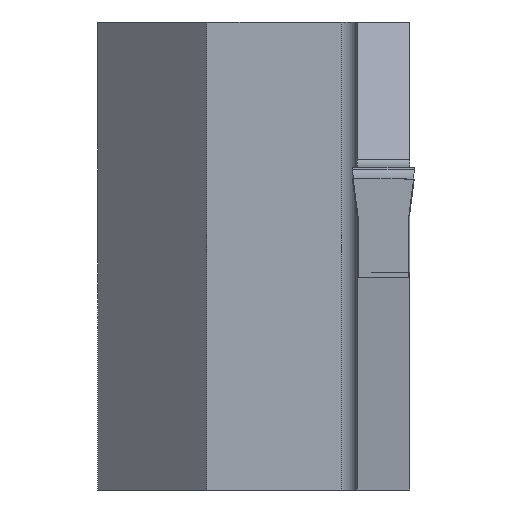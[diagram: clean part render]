
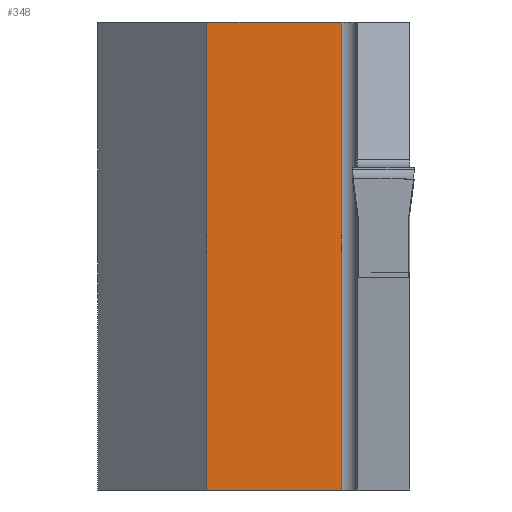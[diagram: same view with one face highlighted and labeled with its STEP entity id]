
A CAD part, left-side view. The second image highlights one B-rep face of the part: STEP entity #348.
In plain terms, the highlighted planar face has unit normal (-1, 0, 0).
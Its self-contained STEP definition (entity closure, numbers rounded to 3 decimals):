
#348=ADVANCED_FACE('',(#416),#387,.F.);
#387=PLANE('',#1062);
#416=FACE_OUTER_BOUND('',#455,.T.);
#455=EDGE_LOOP('',(#549,#550,#551,#552));
#549=ORIENTED_EDGE('',*,*,#817,.F.);
#550=ORIENTED_EDGE('',*,*,#810,.T.);
#551=ORIENTED_EDGE('',*,*,#818,.T.);
#552=ORIENTED_EDGE('',*,*,#815,.F.);
#735=VERTEX_POINT('',#1383);
#736=VERTEX_POINT('',#1385);
#737=VERTEX_POINT('',#1391);
#738=VERTEX_POINT('',#1393);
#810=EDGE_CURVE('',#736,#735,#910,.T.);
#815=EDGE_CURVE('',#737,#738,#915,.T.);
#817=EDGE_CURVE('',#736,#737,#916,.T.);
#818=EDGE_CURVE('',#735,#738,#917,.T.);
#910=LINE('',#1384,#994);
#915=LINE('',#1392,#999);
#916=LINE('',#1396,#1000);
#917=LINE('',#1397,#1001);
#994=VECTOR('',#1160,1.);
#999=VECTOR('',#1167,1.);
#1000=VECTOR('',#1172,1.);
#1001=VECTOR('',#1173,1.);
#1062=AXIS2_PLACEMENT_3D('',#1398,#1174,#1175);
#1160=DIRECTION('',(0.,-1.,0.));
#1167=DIRECTION('',(0.,-1.,0.));
#1172=DIRECTION('',(0.,0.,1.));
#1173=DIRECTION('',(0.,0.,1.));
#1174=DIRECTION('',(1.,0.,0.));
#1175=DIRECTION('',(0.,0.,-1.));
#1383=CARTESIAN_POINT('',(21.,4.35,-20.));
#1384=CARTESIAN_POINT('',(21.,20.,-20.));
#1385=CARTESIAN_POINT('',(21.,13.,-20.));
#1391=CARTESIAN_POINT('',(21.,13.,10.));
#1392=CARTESIAN_POINT('',(21.,20.,10.));
#1393=CARTESIAN_POINT('',(21.,4.35,10.));
#1396=CARTESIAN_POINT('',(21.,13.,0.));
#1397=CARTESIAN_POINT('',(21.,4.35,0.));
#1398=CARTESIAN_POINT('',(21.,20.,0.));
